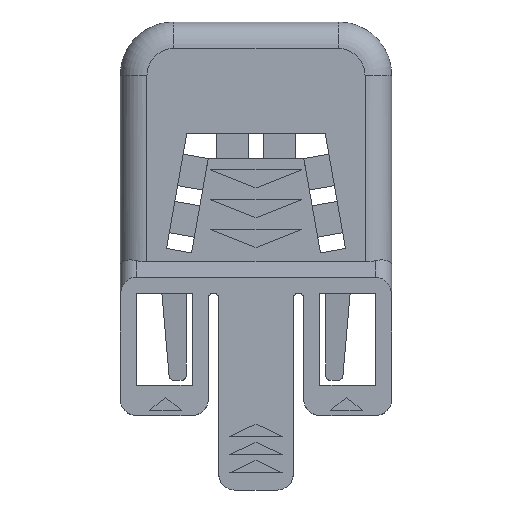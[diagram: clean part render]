
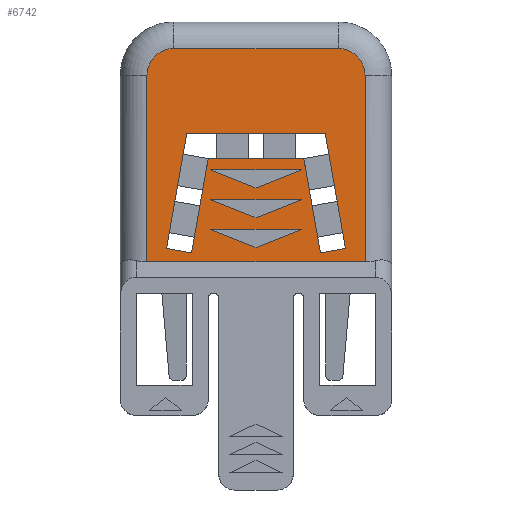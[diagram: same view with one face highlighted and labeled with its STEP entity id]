
A CAD part, left-side view. The second image highlights one B-rep face of the part: STEP entity #6742.
In plain terms, the highlighted planar face has unit normal (-1, 0, 0).
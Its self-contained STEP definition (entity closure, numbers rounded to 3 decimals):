
#6567=AXIS2_PLACEMENT_3D('Plane Axis2P3D',#6564,#6565,#6566) ;
#6587=AXIS2_PLACEMENT_3D('Circle Axis2P3D',#6585,#6586,$) ;
#6601=AXIS2_PLACEMENT_3D('Circle Axis2P3D',#6599,#6600,$) ;
#6501=CARTESIAN_POINT('Vertex',(2.9,12.75,22.8)) ;
#6504=CARTESIAN_POINT('Line Origine',(2.9,10.625,23.65)) ;
#6508=CARTESIAN_POINT('Vertex',(2.9,8.5,24.5)) ;
#6528=CARTESIAN_POINT('Line Origine',(2.9,12.75,24.5)) ;
#6532=CARTESIAN_POINT('Vertex',(2.9,17.,24.5)) ;
#6552=CARTESIAN_POINT('Line Origine',(2.9,14.875,23.65)) ;
#6564=CARTESIAN_POINT('Axis2P3D Location',(2.9,12.75,21.443)) ;
#6569=CARTESIAN_POINT('Line Origine',(2.9,12.75,21.443)) ;
#6573=CARTESIAN_POINT('Vertex',(2.9,2.5,21.443)) ;
#6575=CARTESIAN_POINT('Vertex',(2.9,23.,21.443)) ;
#6578=CARTESIAN_POINT('Line Origine',(2.9,2.5,30.222)) ;
#6582=CARTESIAN_POINT('Vertex',(2.9,2.5,39.)) ;
#6585=CARTESIAN_POINT('Axis2P3D Location',(2.9,5.,39.)) ;
#6589=CARTESIAN_POINT('Vertex',(2.9,5.,41.5)) ;
#6592=CARTESIAN_POINT('Line Origine',(2.9,12.75,41.5)) ;
#6596=CARTESIAN_POINT('Vertex',(2.9,20.5,41.5)) ;
#6599=CARTESIAN_POINT('Axis2P3D Location',(2.9,20.5,39.)) ;
#6603=CARTESIAN_POINT('Vertex',(2.9,23.,39.)) ;
#6606=CARTESIAN_POINT('Line Origine',(2.9,23.,30.222)) ;
#6619=CARTESIAN_POINT('Line Origine',(2.9,18.021,26.723)) ;
#6623=CARTESIAN_POINT('Vertex',(2.9,18.803,22.292)) ;
#6625=CARTESIAN_POINT('Vertex',(2.9,17.24,31.155)) ;
#6628=CARTESIAN_POINT('Line Origine',(2.9,19.985,22.5)) ;
#6632=CARTESIAN_POINT('Vertex',(2.9,21.166,22.708)) ;
#6635=CARTESIAN_POINT('Line Origine',(2.9,20.21,28.132)) ;
#6639=CARTESIAN_POINT('Vertex',(2.9,19.254,33.555)) ;
#6642=CARTESIAN_POINT('Line Origine',(2.9,12.75,33.555)) ;
#6646=CARTESIAN_POINT('Vertex',(2.9,6.246,33.555)) ;
#6649=CARTESIAN_POINT('Line Origine',(2.9,5.29,28.132)) ;
#6653=CARTESIAN_POINT('Vertex',(2.9,4.334,22.708)) ;
#6656=CARTESIAN_POINT('Line Origine',(2.9,5.515,22.5)) ;
#6660=CARTESIAN_POINT('Vertex',(2.9,6.697,22.292)) ;
#6663=CARTESIAN_POINT('Line Origine',(2.9,7.479,26.723)) ;
#6667=CARTESIAN_POINT('Vertex',(2.9,8.26,31.155)) ;
#6670=CARTESIAN_POINT('Line Origine',(2.9,12.75,31.155)) ;
#6685=CARTESIAN_POINT('Line Origine',(2.9,10.625,29.25)) ;
#6689=CARTESIAN_POINT('Vertex',(2.9,12.75,28.4)) ;
#6691=CARTESIAN_POINT('Vertex',(2.9,8.5,30.1)) ;
#6694=CARTESIAN_POINT('Line Origine',(2.9,14.875,29.25)) ;
#6698=CARTESIAN_POINT('Vertex',(2.9,17.,30.1)) ;
#6701=CARTESIAN_POINT('Line Origine',(2.9,12.75,30.1)) ;
#6716=CARTESIAN_POINT('Line Origine',(2.9,10.625,26.45)) ;
#6720=CARTESIAN_POINT('Vertex',(2.9,12.75,25.6)) ;
#6722=CARTESIAN_POINT('Vertex',(2.9,8.5,27.3)) ;
#6725=CARTESIAN_POINT('Line Origine',(2.9,14.875,26.45)) ;
#6729=CARTESIAN_POINT('Vertex',(2.9,17.,27.3)) ;
#6732=CARTESIAN_POINT('Line Origine',(2.9,12.75,27.3)) ;
#6505=DIRECTION('Vector Direction',(0.,-0.928,0.371)) ;
#6529=DIRECTION('Vector Direction',(0.,1.,0.)) ;
#6553=DIRECTION('Vector Direction',(0.,0.928,0.371)) ;
#6565=DIRECTION('Axis2P3D Direction',(-1.,0.,0.)) ;
#6566=DIRECTION('Axis2P3D XDirection',(0.,0.,1.)) ;
#6570=DIRECTION('Vector Direction',(0.,1.,0.)) ;
#6579=DIRECTION('Vector Direction',(0.,0.,1.)) ;
#6586=DIRECTION('Axis2P3D Direction',(-1.,0.,0.)) ;
#6593=DIRECTION('Vector Direction',(0.,1.,0.)) ;
#6600=DIRECTION('Axis2P3D Direction',(-1.,0.,0.)) ;
#6607=DIRECTION('Vector Direction',(0.,0.,1.)) ;
#6620=DIRECTION('Vector Direction',(0.,0.174,-0.985)) ;
#6629=DIRECTION('Vector Direction',(0.,0.985,0.174)) ;
#6636=DIRECTION('Vector Direction',(0.,-0.174,0.985)) ;
#6643=DIRECTION('Vector Direction',(0.,1.,0.)) ;
#6650=DIRECTION('Vector Direction',(0.,0.174,0.985)) ;
#6657=DIRECTION('Vector Direction',(0.,-0.985,0.174)) ;
#6664=DIRECTION('Vector Direction',(0.,0.174,0.985)) ;
#6671=DIRECTION('Vector Direction',(0.,1.,0.)) ;
#6686=DIRECTION('Vector Direction',(0.,-0.928,0.371)) ;
#6695=DIRECTION('Vector Direction',(0.,0.928,0.371)) ;
#6702=DIRECTION('Vector Direction',(0.,1.,0.)) ;
#6717=DIRECTION('Vector Direction',(0.,-0.928,0.371)) ;
#6726=DIRECTION('Vector Direction',(0.,0.928,0.371)) ;
#6733=DIRECTION('Vector Direction',(0.,1.,0.)) ;
#6506=VECTOR('Line Direction',#6505,1.) ;
#6530=VECTOR('Line Direction',#6529,1.) ;
#6554=VECTOR('Line Direction',#6553,1.) ;
#6571=VECTOR('Line Direction',#6570,1.) ;
#6580=VECTOR('Line Direction',#6579,1.) ;
#6594=VECTOR('Line Direction',#6593,1.) ;
#6608=VECTOR('Line Direction',#6607,1.) ;
#6621=VECTOR('Line Direction',#6620,1.) ;
#6630=VECTOR('Line Direction',#6629,1.) ;
#6637=VECTOR('Line Direction',#6636,1.) ;
#6644=VECTOR('Line Direction',#6643,1.) ;
#6651=VECTOR('Line Direction',#6650,1.) ;
#6658=VECTOR('Line Direction',#6657,1.) ;
#6665=VECTOR('Line Direction',#6664,1.) ;
#6672=VECTOR('Line Direction',#6671,1.) ;
#6687=VECTOR('Line Direction',#6686,1.) ;
#6696=VECTOR('Line Direction',#6695,1.) ;
#6703=VECTOR('Line Direction',#6702,1.) ;
#6718=VECTOR('Line Direction',#6717,1.) ;
#6727=VECTOR('Line Direction',#6726,1.) ;
#6734=VECTOR('Line Direction',#6733,1.) ;
#6612=ORIENTED_EDGE('',*,*,#6577,.F.) ;
#6613=ORIENTED_EDGE('',*,*,#6584,.T.) ;
#6614=ORIENTED_EDGE('',*,*,#6591,.T.) ;
#6615=ORIENTED_EDGE('',*,*,#6598,.T.) ;
#6616=ORIENTED_EDGE('',*,*,#6605,.T.) ;
#6617=ORIENTED_EDGE('',*,*,#6610,.T.) ;
#6676=ORIENTED_EDGE('',*,*,#6627,.F.) ;
#6677=ORIENTED_EDGE('',*,*,#6634,.F.) ;
#6678=ORIENTED_EDGE('',*,*,#6641,.F.) ;
#6679=ORIENTED_EDGE('',*,*,#6648,.F.) ;
#6680=ORIENTED_EDGE('',*,*,#6655,.F.) ;
#6681=ORIENTED_EDGE('',*,*,#6662,.F.) ;
#6682=ORIENTED_EDGE('',*,*,#6669,.F.) ;
#6683=ORIENTED_EDGE('',*,*,#6674,.F.) ;
#6707=ORIENTED_EDGE('',*,*,#6693,.F.) ;
#6708=ORIENTED_EDGE('',*,*,#6700,.F.) ;
#6709=ORIENTED_EDGE('',*,*,#6705,.F.) ;
#6712=ORIENTED_EDGE('',*,*,#6534,.F.) ;
#6713=ORIENTED_EDGE('',*,*,#6510,.F.) ;
#6714=ORIENTED_EDGE('',*,*,#6556,.F.) ;
#6738=ORIENTED_EDGE('',*,*,#6724,.F.) ;
#6739=ORIENTED_EDGE('',*,*,#6731,.F.) ;
#6740=ORIENTED_EDGE('',*,*,#6736,.F.) ;
#6684=FACE_BOUND('',#6675,.T.) ;
#6710=FACE_BOUND('',#6706,.T.) ;
#6715=FACE_BOUND('',#6711,.T.) ;
#6741=FACE_BOUND('',#6737,.T.) ;
#6742=ADVANCED_FACE('RSV_1_6_ZE_9',(#6618,#6684,#6710,#6715,#6741),#6568,.T.) ;
#6588=CIRCLE('generated circle',#6587,2.5) ;
#6602=CIRCLE('generated circle',#6601,2.5) ;
#6510=EDGE_CURVE('',#6502,#6509,#6507,.T.) ;
#6534=EDGE_CURVE('',#6509,#6533,#6531,.T.) ;
#6556=EDGE_CURVE('',#6533,#6502,#6555,.F.) ;
#6577=EDGE_CURVE('',#6574,#6576,#6572,.T.) ;
#6584=EDGE_CURVE('',#6574,#6583,#6581,.T.) ;
#6591=EDGE_CURVE('',#6583,#6590,#6588,.T.) ;
#6598=EDGE_CURVE('',#6590,#6597,#6595,.T.) ;
#6605=EDGE_CURVE('',#6597,#6604,#6602,.T.) ;
#6610=EDGE_CURVE('',#6604,#6576,#6609,.F.) ;
#6627=EDGE_CURVE('',#6624,#6626,#6622,.F.) ;
#6634=EDGE_CURVE('',#6633,#6624,#6631,.F.) ;
#6641=EDGE_CURVE('',#6640,#6633,#6638,.F.) ;
#6648=EDGE_CURVE('',#6647,#6640,#6645,.T.) ;
#6655=EDGE_CURVE('',#6654,#6647,#6652,.T.) ;
#6662=EDGE_CURVE('',#6661,#6654,#6659,.T.) ;
#6669=EDGE_CURVE('',#6668,#6661,#6666,.F.) ;
#6674=EDGE_CURVE('',#6626,#6668,#6673,.F.) ;
#6693=EDGE_CURVE('',#6690,#6692,#6688,.T.) ;
#6700=EDGE_CURVE('',#6699,#6690,#6697,.F.) ;
#6705=EDGE_CURVE('',#6692,#6699,#6704,.T.) ;
#6724=EDGE_CURVE('',#6721,#6723,#6719,.T.) ;
#6731=EDGE_CURVE('',#6730,#6721,#6728,.F.) ;
#6736=EDGE_CURVE('',#6723,#6730,#6735,.T.) ;
#6611=EDGE_LOOP('',(#6612,#6613,#6614,#6615,#6616,#6617)) ;
#6675=EDGE_LOOP('',(#6676,#6677,#6678,#6679,#6680,#6681,#6682,#6683)) ;
#6706=EDGE_LOOP('',(#6707,#6708,#6709)) ;
#6711=EDGE_LOOP('',(#6712,#6713,#6714)) ;
#6737=EDGE_LOOP('',(#6738,#6739,#6740)) ;
#6618=FACE_OUTER_BOUND('',#6611,.T.) ;
#6507=LINE('Line',#6504,#6506) ;
#6531=LINE('Line',#6528,#6530) ;
#6555=LINE('Line',#6552,#6554) ;
#6572=LINE('Line',#6569,#6571) ;
#6581=LINE('Line',#6578,#6580) ;
#6595=LINE('Line',#6592,#6594) ;
#6609=LINE('Line',#6606,#6608) ;
#6622=LINE('Line',#6619,#6621) ;
#6631=LINE('Line',#6628,#6630) ;
#6638=LINE('Line',#6635,#6637) ;
#6645=LINE('Line',#6642,#6644) ;
#6652=LINE('Line',#6649,#6651) ;
#6659=LINE('Line',#6656,#6658) ;
#6666=LINE('Line',#6663,#6665) ;
#6673=LINE('Line',#6670,#6672) ;
#6688=LINE('Line',#6685,#6687) ;
#6697=LINE('Line',#6694,#6696) ;
#6704=LINE('Line',#6701,#6703) ;
#6719=LINE('Line',#6716,#6718) ;
#6728=LINE('Line',#6725,#6727) ;
#6735=LINE('Line',#6732,#6734) ;
#6568=PLANE('',#6567) ;
#6502=VERTEX_POINT('',#6501) ;
#6509=VERTEX_POINT('',#6508) ;
#6533=VERTEX_POINT('',#6532) ;
#6574=VERTEX_POINT('',#6573) ;
#6576=VERTEX_POINT('',#6575) ;
#6583=VERTEX_POINT('',#6582) ;
#6590=VERTEX_POINT('',#6589) ;
#6597=VERTEX_POINT('',#6596) ;
#6604=VERTEX_POINT('',#6603) ;
#6624=VERTEX_POINT('',#6623) ;
#6626=VERTEX_POINT('',#6625) ;
#6633=VERTEX_POINT('',#6632) ;
#6640=VERTEX_POINT('',#6639) ;
#6647=VERTEX_POINT('',#6646) ;
#6654=VERTEX_POINT('',#6653) ;
#6661=VERTEX_POINT('',#6660) ;
#6668=VERTEX_POINT('',#6667) ;
#6690=VERTEX_POINT('',#6689) ;
#6692=VERTEX_POINT('',#6691) ;
#6699=VERTEX_POINT('',#6698) ;
#6721=VERTEX_POINT('',#6720) ;
#6723=VERTEX_POINT('',#6722) ;
#6730=VERTEX_POINT('',#6729) ;
